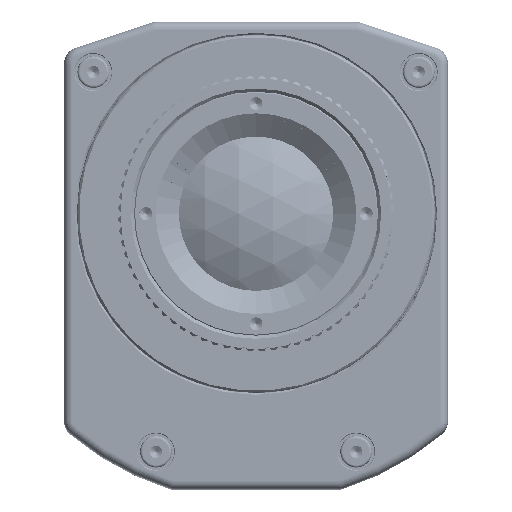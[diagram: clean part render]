
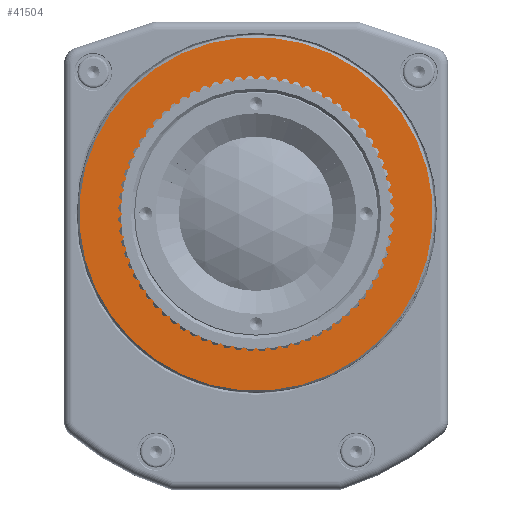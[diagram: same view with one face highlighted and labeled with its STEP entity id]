
A CAD part, top view. The second image highlights one B-rep face of the part: STEP entity #41504.
In plain terms, the highlighted planar face has unit normal (0, 0, 1).
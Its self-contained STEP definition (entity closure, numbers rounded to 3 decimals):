
#2181 = EDGE_LOOP ( 'NONE', ( #21518 ) ) ;
#2940 = CIRCLE ( 'NONE', #44627, 21.2 ) ;
#3866 = EDGE_CURVE ( 'NONE', #47696, #47696, #2940, .T. ) ;
#5245 = CIRCLE ( 'NONE', #46956, 15. ) ;
#5797 = CARTESIAN_POINT ( 'NONE',  ( 0., 21.4, 11.5 ) ) ;
#7223 = AXIS2_PLACEMENT_3D ( 'NONE', #5797, #28585, #51286 ) ;
#10393 = FACE_OUTER_BOUND ( 'NONE', #2181, .T. ) ;
#18773 = DIRECTION ( 'NONE',  ( 0., 0., 1. ) ) ;
#19871 = DIRECTION ( 'NONE',  ( 0., 0., 1. ) ) ;
#21518 = ORIENTED_EDGE ( 'NONE', *, *, #3866, .T. ) ;
#28585 = DIRECTION ( 'NONE',  ( 0., 0., -1. ) ) ;
#30269 = ORIENTED_EDGE ( 'NONE', *, *, #47422, .F. ) ;
#33164 = FACE_BOUND ( 'NONE', #37389, .T. ) ;
#36788 = VERTEX_POINT ( 'NONE', #59481 ) ;
#37389 = EDGE_LOOP ( 'NONE', ( #30269 ) ) ;
#41504 = ADVANCED_FACE ( 'NONE', ( #10393, #33164 ), #56871, .F. ) ;
#41509 = DIRECTION ( 'NONE',  ( 1., 0., 0. ) ) ;
#42608 = DIRECTION ( 'NONE',  ( -1., 0., 0. ) ) ;
#44627 = AXIS2_PLACEMENT_3D ( 'NONE', #70889, #19871, #42608 ) ;
#46956 = AXIS2_PLACEMENT_3D ( 'NONE', #69777, #18773, #41509 ) ;
#47422 = EDGE_CURVE ( 'NONE', #36788, #36788, #5245, .T. ) ;
#47696 = VERTEX_POINT ( 'NONE', #70386 ) ;
#51286 = DIRECTION ( 'NONE',  ( -1., 0., 0. ) ) ;
#56871 = PLANE ( 'NONE',  #7223 ) ;
#59481 = CARTESIAN_POINT ( 'NONE',  ( 15., 0., 11.5 ) ) ;
#69777 = CARTESIAN_POINT ( 'NONE',  ( 0., 0., 11.5 ) ) ;
#70386 = CARTESIAN_POINT ( 'NONE',  ( -21.2, 0., 11.5 ) ) ;
#70889 = CARTESIAN_POINT ( 'NONE',  ( 0., 0., 11.5 ) ) ;
